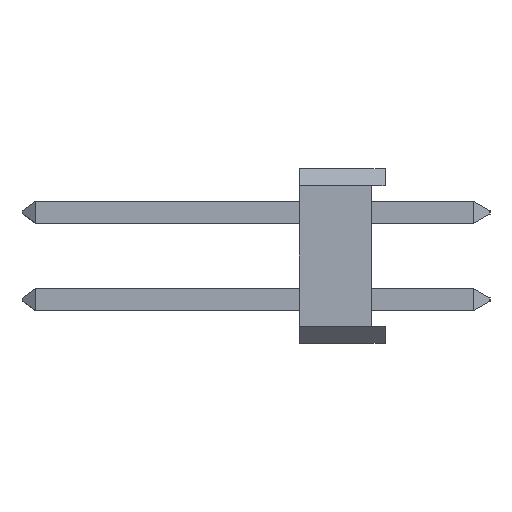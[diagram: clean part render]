
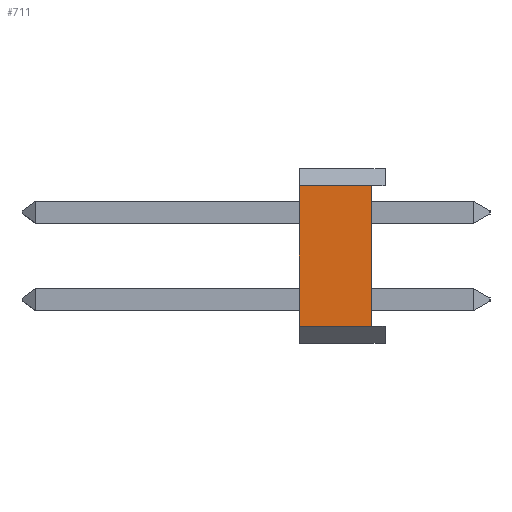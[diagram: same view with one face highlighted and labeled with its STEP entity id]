
A CAD part, left-side view. The second image highlights one B-rep face of the part: STEP entity #711.
In plain terms, the highlighted planar face has unit normal (-1, 0, 0).
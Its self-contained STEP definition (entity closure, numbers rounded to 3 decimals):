
#58 = VERTEX_POINT ( 'NONE', #1547 ) ;
#129 = ORIENTED_EDGE ( 'NONE', *, *, #1388, .F. ) ;
#153 = VECTOR ( 'NONE', #217, 1000. ) ;
#196 = LINE ( 'NONE', #726, #153 ) ;
#217 = DIRECTION ( 'NONE',  ( 0., -1., 0. ) ) ;
#236 = CARTESIAN_POINT ( 'NONE',  ( -1.27, 0., -2.04 ) ) ;
#299 = CARTESIAN_POINT ( 'NONE',  ( -1.27, 2.1, -2.54 ) ) ;
#324 = EDGE_CURVE ( 'NONE', #751, #1146, #196, .T. ) ;
#371 = VECTOR ( 'NONE', #1190, 1000. ) ;
#401 = DIRECTION ( 'NONE',  ( 0., 0., 1. ) ) ;
#426 = DIRECTION ( 'NONE',  ( 0., 0., 1. ) ) ;
#486 = LINE ( 'NONE', #621, #524 ) ;
#518 = AXIS2_PLACEMENT_3D ( 'NONE', #1295, #1308, #1325 ) ;
#524 = VECTOR ( 'NONE', #401, 1000. ) ;
#621 = CARTESIAN_POINT ( 'NONE',  ( -1.27, 0., -2.54 ) ) ;
#710 = LINE ( 'NONE', #936, #371 ) ;
#711 = ADVANCED_FACE ( 'NONE', ( #1508 ), #1292, .F. ) ;
#726 = CARTESIAN_POINT ( 'NONE',  ( -1.27, 2.1, -2.04 ) ) ;
#748 = ORIENTED_EDGE ( 'NONE', *, *, #917, .T. ) ;
#751 = VERTEX_POINT ( 'NONE', #1554 ) ;
#813 = ORIENTED_EDGE ( 'NONE', *, *, #324, .T. ) ;
#852 = VERTEX_POINT ( 'NONE', #1382 ) ;
#917 = EDGE_CURVE ( 'NONE', #1146, #852, #486, .T. ) ;
#936 = CARTESIAN_POINT ( 'NONE',  ( -1.27, 2.1, 2.04 ) ) ;
#1131 = VECTOR ( 'NONE', #426, 1000. ) ;
#1146 = VERTEX_POINT ( 'NONE', #236 ) ;
#1190 = DIRECTION ( 'NONE',  ( 0., 1., 0. ) ) ;
#1292 = PLANE ( 'NONE',  #518 ) ;
#1295 = CARTESIAN_POINT ( 'NONE',  ( -1.27, 2.1, -2.54 ) ) ;
#1308 = DIRECTION ( 'NONE',  ( 1., 0., 0. ) ) ;
#1325 = DIRECTION ( 'NONE',  ( 0., 0., -1. ) ) ;
#1369 = EDGE_LOOP ( 'NONE', ( #129, #813, #748, #1454 ) ) ;
#1382 = CARTESIAN_POINT ( 'NONE',  ( -1.27, 0., 2.04 ) ) ;
#1388 = EDGE_CURVE ( 'NONE', #751, #58, #1458, .T. ) ;
#1421 = EDGE_CURVE ( 'NONE', #852, #58, #710, .T. ) ;
#1454 = ORIENTED_EDGE ( 'NONE', *, *, #1421, .T. ) ;
#1458 = LINE ( 'NONE', #299, #1131 ) ;
#1508 = FACE_OUTER_BOUND ( 'NONE', #1369, .T. ) ;
#1547 = CARTESIAN_POINT ( 'NONE',  ( -1.27, 2.1, 2.04 ) ) ;
#1554 = CARTESIAN_POINT ( 'NONE',  ( -1.27, 2.1, -2.04 ) ) ;
